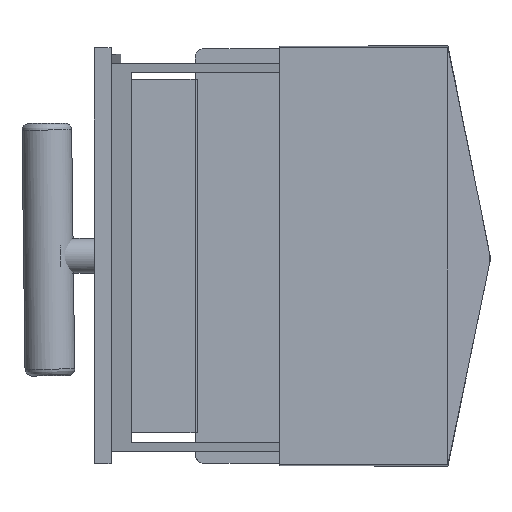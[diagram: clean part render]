
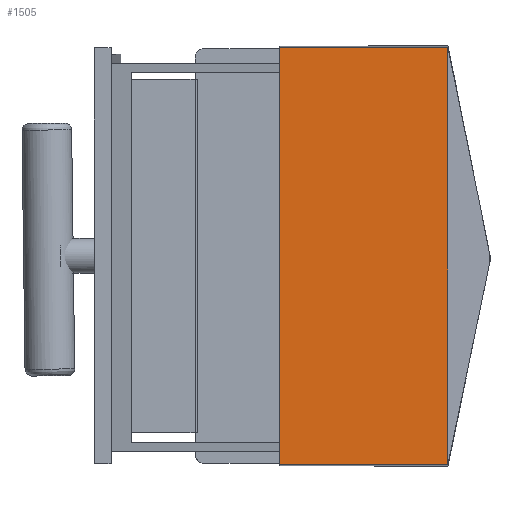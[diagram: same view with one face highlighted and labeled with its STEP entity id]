
A CAD part, left-side view. The second image highlights one B-rep face of the part: STEP entity #1505.
In plain terms, the highlighted free-form (B-spline) face has degree [1, 1] with [2, 2] control points.
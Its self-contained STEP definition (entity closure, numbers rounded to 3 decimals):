
#319 = VERTEX_POINT('',#320);
#320 = CARTESIAN_POINT('',(-159.117,29.398,
    -102.54));
#348 = EDGE_CURVE('',#349,#319,#351,.T.);
#349 = VERTEX_POINT('',#350);
#350 = CARTESIAN_POINT('',(-159.117,29.398,
    -29.75));
#351 = B_SPLINE_CURVE_WITH_KNOTS('',1,(#352,#353),.UNSPECIFIED.,.F.,.F.,
  (2,2),(-37.108,12.413),.PIECEWISE_BEZIER_KNOTS.);
#352 = CARTESIAN_POINT('',(-159.117,29.398,
    -29.75));
#353 = CARTESIAN_POINT('',(-159.117,29.398,
    -102.54));
#688 = VERTEX_POINT('',#689);
#689 = CARTESIAN_POINT('',(-159.117,0.,-102.54));
#712 = EDGE_CURVE('',#688,#319,#713,.T.);
#713 = B_SPLINE_CURVE_WITH_KNOTS('',1,(#714,#715),.UNSPECIFIED.,.F.,.F.,
  (2,2),(0.,20.),.PIECEWISE_BEZIER_KNOTS.);
#714 = CARTESIAN_POINT('',(-159.117,0.,-102.54));
#715 = CARTESIAN_POINT('',(-159.117,29.398,
    -102.54));
#778 = EDGE_CURVE('',#779,#349,#781,.T.);
#779 = VERTEX_POINT('',#780);
#780 = CARTESIAN_POINT('',(-159.117,0.,-29.75));
#781 = B_SPLINE_CURVE_WITH_KNOTS('',1,(#782,#783),.UNSPECIFIED.,.F.,.F.,
  (2,2),(0.,20.),.PIECEWISE_BEZIER_KNOTS.);
#782 = CARTESIAN_POINT('',(-159.117,0.,-29.75));
#783 = CARTESIAN_POINT('',(-159.117,29.398,
    -29.75));
#1493 = EDGE_CURVE('',#688,#779,#1494,.T.);
#1494 = B_SPLINE_CURVE_WITH_KNOTS('',1,(#1495,#1496),.UNSPECIFIED.,.F.,
  .F.,(2,2),(0.,49.521),.PIECEWISE_BEZIER_KNOTS.);
#1495 = CARTESIAN_POINT('',(-159.117,0.,-102.54));
#1496 = CARTESIAN_POINT('',(-159.117,0.,-29.75));
#1505 = ADVANCED_FACE('',(#1506),#1512,.T.);
#1506 = FACE_BOUND('',#1507,.T.);
#1507 = EDGE_LOOP('',(#1508,#1509,#1510,#1511));
#1508 = ORIENTED_EDGE('',*,*,#348,.T.);
#1509 = ORIENTED_EDGE('',*,*,#712,.F.);
#1510 = ORIENTED_EDGE('',*,*,#1493,.T.);
#1511 = ORIENTED_EDGE('',*,*,#778,.T.);
#1512 = B_SPLINE_SURFACE_WITH_KNOTS('',1,1,(
    (#1513,#1514)
    ,(#1515,#1516
    )),.UNSPECIFIED.,.F.,.F.,.F.,(2,2),(2,2),(0.,49.521),(0.,
    20.),.PIECEWISE_BEZIER_KNOTS.);
#1513 = CARTESIAN_POINT('',(-159.117,0.,-102.54));
#1514 = CARTESIAN_POINT('',(-159.117,29.398,
    -102.54));
#1515 = CARTESIAN_POINT('',(-159.117,0.,-29.75));
#1516 = CARTESIAN_POINT('',(-159.117,29.398,
    -29.75));
